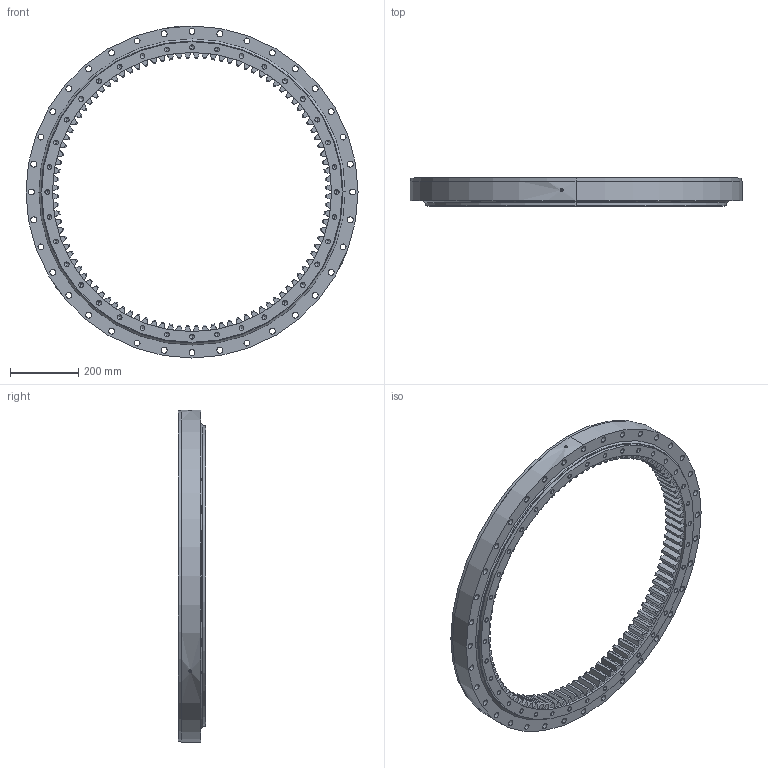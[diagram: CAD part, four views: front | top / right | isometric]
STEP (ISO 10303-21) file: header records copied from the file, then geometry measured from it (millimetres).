
FILE_DESCRIPTION (( 'STEP AP203' ), '1' );
FILE_NAME ('07-0885-01.STEP', '2017-12-27T10:53:02', ( 'defontaine' ), ( 'Hewlett-Packard Company' ), 'SwSTEP 2.0', 'SolidWorks 2016', '' );
FILE_SCHEMA (( 'CONFIG_CONTROL_DESIGN' ));
Length unit declared in the file: millimetre
Products named in the file (1): 07-0885-01
Bounding box: 975 x 82 x 975 mm (x, y, z)
Volume: 14248969 mm3; surface area: 1820493.3 mm2
Topology: 5 solids, 5 shells, 897 faces, 2555 edges, 1634 vertices
Faces by surface type: plane 315, cone 288, cylinder 270, torus 24
Entity records: 29975 total; most frequent: CARTESIAN_POINT 6671, ORIENTED_EDGE 4966, DIRECTION 4856, EDGE_CURVE 2483, AXIS2_PLACEMENT_3D 1899, VERTEX_POINT 1634, LINE 1058, VECTOR 1058
